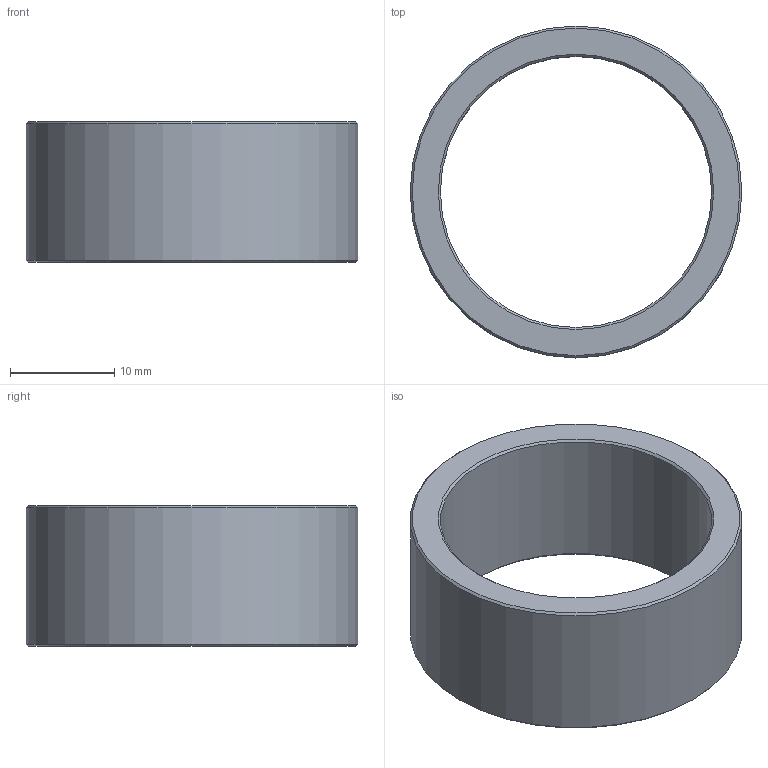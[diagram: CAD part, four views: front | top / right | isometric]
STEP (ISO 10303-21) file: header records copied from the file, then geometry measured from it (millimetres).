
FILE_DESCRIPTION(('HOOPS Exchange Step'),'2;1');
FILE_NAME('temp_export','2023-02-08T10:05:13+01:00',('andre'),('Shapr3D Limited'),'HOOPS Exchange 2022.2','Shapr3D','Authorized');
FILE_SCHEMA( ('AUTOMOTIVE_DESIGN { 1 0 10303 214 1 1 1 1 }') );
Length unit declared in the file: millimetre
Products named in the file (1): root
Bounding box: 31.8 x 31.8 x 13.5 mm (x, y, z)
Volume: 3547.2 mm3; surface area: 2935.4 mm2
Topology: 1 solids, 1 shells, 8 faces, 19 edges, 13 vertices
Faces by surface type: cone 4, plane 2, cylinder 2
Full cylindrical faces by diameter (mm): 26 x1, 31.8 x1
Entity records: 282 total; most frequent: DIRECTION 50, CARTESIAN_POINT 41, ORIENTED_EDGE 38, AXIS2_PLACEMENT_3D 22, EDGE_CURVE 19, VERTEX_POINT 13, CIRCLE 13, EDGE_LOOP 10
